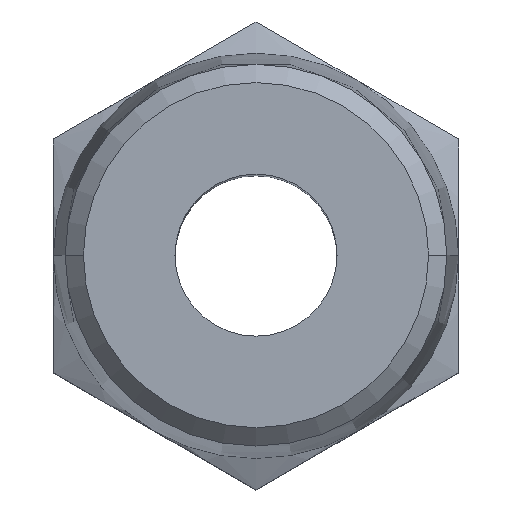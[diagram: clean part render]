
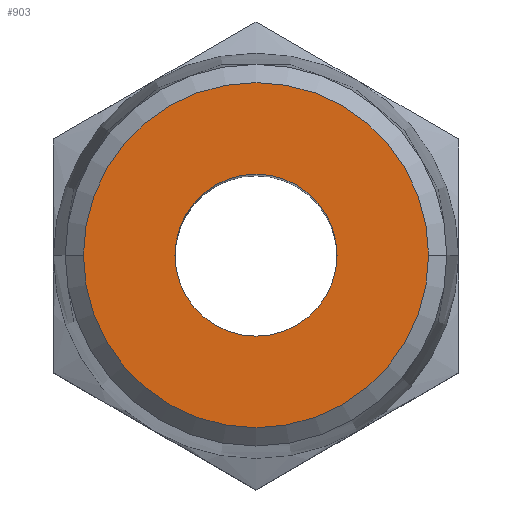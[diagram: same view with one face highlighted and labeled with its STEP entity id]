
A CAD part, top view. The second image highlights one B-rep face of the part: STEP entity #903.
In plain terms, the highlighted planar face has unit normal (0, 0, 1).
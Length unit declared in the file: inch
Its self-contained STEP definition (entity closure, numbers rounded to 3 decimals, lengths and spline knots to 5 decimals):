
#18 = AXIS2_PLACEMENT_3D ( 'NONE', #363, #678, #1020 ) ;
#104 = CIRCLE ( 'NONE', #18, 0.25159 ) ;
#107 = DIRECTION ( 'NONE',  ( 1., 0., 0. ) ) ;
#132 = AXIS2_PLACEMENT_3D ( 'NONE', #858, #289, #133 ) ;
#133 = DIRECTION ( 'NONE',  ( 1., 0., 0. ) ) ;
#137 = EDGE_CURVE ( 'NONE', #357, #499, #104, .T. ) ;
#140 = EDGE_LOOP ( 'NONE', ( #1045, #644 ) ) ;
#168 = AXIS2_PLACEMENT_3D ( 'NONE', #302, #394, #869 ) ;
#190 = AXIS2_PLACEMENT_3D ( 'NONE', #992, #911, #107 ) ;
#209 = EDGE_CURVE ( 'NONE', #395, #982, #747, .T. ) ;
#218 = FACE_OUTER_BOUND ( 'NONE', #140, .T. ) ;
#233 = CIRCLE ( 'NONE', #132, 0.25159 ) ;
#237 = CARTESIAN_POINT ( 'NONE',  ( 0.25159, 0., 0.70866 ) ) ;
#247 = CARTESIAN_POINT ( 'NONE',  ( 0.11811, 0., 0.70866 ) ) ;
#289 = DIRECTION ( 'NONE',  ( 0., 0., 1. ) ) ;
#302 = CARTESIAN_POINT ( 'NONE',  ( 0., 0., 0.70866 ) ) ;
#357 = VERTEX_POINT ( 'NONE', #237 ) ;
#363 = CARTESIAN_POINT ( 'NONE',  ( 0., 0., 0.70866 ) ) ;
#371 = EDGE_LOOP ( 'NONE', ( #1029, #637 ) ) ;
#394 = DIRECTION ( 'NONE',  ( 0., 0., 1. ) ) ;
#395 = VERTEX_POINT ( 'NONE', #897 ) ;
#499 = VERTEX_POINT ( 'NONE', #995 ) ;
#545 = FACE_BOUND ( 'NONE', #371, .T. ) ;
#552 = CARTESIAN_POINT ( 'NONE',  ( 0., 0., 0.70866 ) ) ;
#616 = DIRECTION ( 'NONE',  ( 0., 0., 1. ) ) ;
#637 = ORIENTED_EDGE ( 'NONE', *, *, #886, .F. ) ;
#644 = ORIENTED_EDGE ( 'NONE', *, *, #137, .T. ) ;
#678 = DIRECTION ( 'NONE',  ( 0., 0., 1. ) ) ;
#700 = DIRECTION ( 'NONE',  ( 1., 0., 0. ) ) ;
#704 = PLANE ( 'NONE',  #168 ) ;
#747 = CIRCLE ( 'NONE', #190, 0.11811 ) ;
#778 = AXIS2_PLACEMENT_3D ( 'NONE', #552, #616, #700 ) ;
#843 = EDGE_CURVE ( 'NONE', #499, #357, #233, .T. ) ;
#858 = CARTESIAN_POINT ( 'NONE',  ( 0., 0., 0.70866 ) ) ;
#869 = DIRECTION ( 'NONE',  ( 1., 0., 0. ) ) ;
#886 = EDGE_CURVE ( 'NONE', #982, #395, #958, .T. ) ;
#897 = CARTESIAN_POINT ( 'NONE',  ( -0.11811, 0., 0.70866 ) ) ;
#903 = ADVANCED_FACE ( 'NONE', ( #218, #545 ), #704, .T. ) ;
#911 = DIRECTION ( 'NONE',  ( 0., 0., 1. ) ) ;
#958 = CIRCLE ( 'NONE', #778, 0.11811 ) ;
#982 = VERTEX_POINT ( 'NONE', #247 ) ;
#992 = CARTESIAN_POINT ( 'NONE',  ( 0., 0., 0.70866 ) ) ;
#995 = CARTESIAN_POINT ( 'NONE',  ( -0.25159, 0., 0.70866 ) ) ;
#1020 = DIRECTION ( 'NONE',  ( 1., 0., 0. ) ) ;
#1029 = ORIENTED_EDGE ( 'NONE', *, *, #209, .F. ) ;
#1045 = ORIENTED_EDGE ( 'NONE', *, *, #843, .T. ) ;
